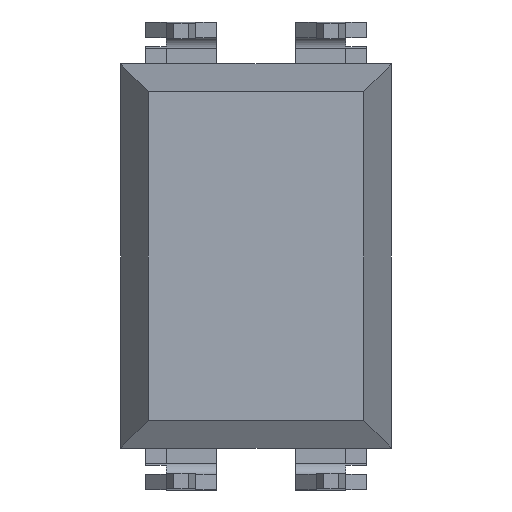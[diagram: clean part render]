
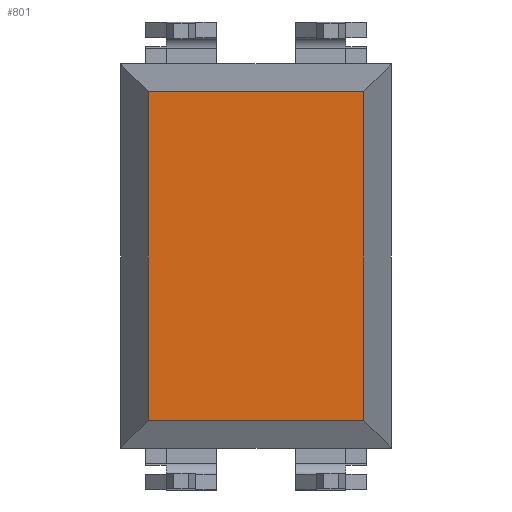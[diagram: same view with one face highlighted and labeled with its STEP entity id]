
A CAD part, front view. The second image highlights one B-rep face of the part: STEP entity #801.
In plain terms, the highlighted planar face has unit normal (0, -1, 0).
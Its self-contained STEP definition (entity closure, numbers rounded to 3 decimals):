
#58 = ORIENTED_EDGE ( 'NONE', *, *, #303, .T. ) ;
#108 = AXIS2_PLACEMENT_3D ( 'NONE', #2735, #1726, #3012 ) ;
#142 = EDGE_CURVE ( 'NONE', #2508, #3256, #2403, .T. ) ;
#143 = ORIENTED_EDGE ( 'NONE', *, *, #142, .T. ) ;
#154 = ORIENTED_EDGE ( 'NONE', *, *, #1975, .T. ) ;
#303 = EDGE_CURVE ( 'NONE', #3256, #1098, #1502, .T. ) ;
#306 = VECTOR ( 'NONE', #1593, 1000. ) ;
#469 = DIRECTION ( 'NONE',  ( -1., 0., 0. ) ) ;
#565 = CARTESIAN_POINT ( 'NONE',  ( -1.824, 0.5, 3.25 ) ) ;
#649 = LINE ( 'NONE', #2306, #3235 ) ;
#801 = ADVANCED_FACE ( 'NONE', ( #2510 ), #1196, .T. ) ;
#855 = CARTESIAN_POINT ( 'NONE',  ( 1.824, 0.5, -3.25 ) ) ;
#911 = EDGE_LOOP ( 'NONE', ( #154, #143, #58, #2287 ) ) ;
#1020 = VECTOR ( 'NONE', #2685, 1000. ) ;
#1098 = VERTEX_POINT ( 'NONE', #3189 ) ;
#1196 = PLANE ( 'NONE',  #108 ) ;
#1342 = VECTOR ( 'NONE', #469, 1000. ) ;
#1478 = LINE ( 'NONE', #565, #306 ) ;
#1502 = LINE ( 'NONE', #2538, #1342 ) ;
#1552 = DIRECTION ( 'NONE',  ( 1., 0., 0. ) ) ;
#1593 = DIRECTION ( 'NONE',  ( 0., 0., -1. ) ) ;
#1726 = DIRECTION ( 'NONE',  ( 0., -1., 0. ) ) ;
#1775 = CARTESIAN_POINT ( 'NONE',  ( -1.824, 0.5, -2.784 ) ) ;
#1839 = VERTEX_POINT ( 'NONE', #1775 ) ;
#1975 = EDGE_CURVE ( 'NONE', #1839, #2508, #649, .T. ) ;
#2287 = ORIENTED_EDGE ( 'NONE', *, *, #3146, .T. ) ;
#2306 = CARTESIAN_POINT ( 'NONE',  ( -2.29, 0.5, -2.784 ) ) ;
#2393 = CARTESIAN_POINT ( 'NONE',  ( 1.824, 0.5, -2.784 ) ) ;
#2403 = LINE ( 'NONE', #855, #1020 ) ;
#2508 = VERTEX_POINT ( 'NONE', #2393 ) ;
#2510 = FACE_OUTER_BOUND ( 'NONE', #911, .T. ) ;
#2538 = CARTESIAN_POINT ( 'NONE',  ( 2.29, 0.5, 2.784 ) ) ;
#2685 = DIRECTION ( 'NONE',  ( 0., 0., 1. ) ) ;
#2735 = CARTESIAN_POINT ( 'NONE',  ( 0., 0.5, 0. ) ) ;
#3012 = DIRECTION ( 'NONE',  ( 0., 0., -1. ) ) ;
#3146 = EDGE_CURVE ( 'NONE', #1098, #1839, #1478, .T. ) ;
#3161 = CARTESIAN_POINT ( 'NONE',  ( 1.824, 0.5, 2.784 ) ) ;
#3189 = CARTESIAN_POINT ( 'NONE',  ( -1.824, 0.5, 2.784 ) ) ;
#3235 = VECTOR ( 'NONE', #1552, 1000. ) ;
#3256 = VERTEX_POINT ( 'NONE', #3161 ) ;
